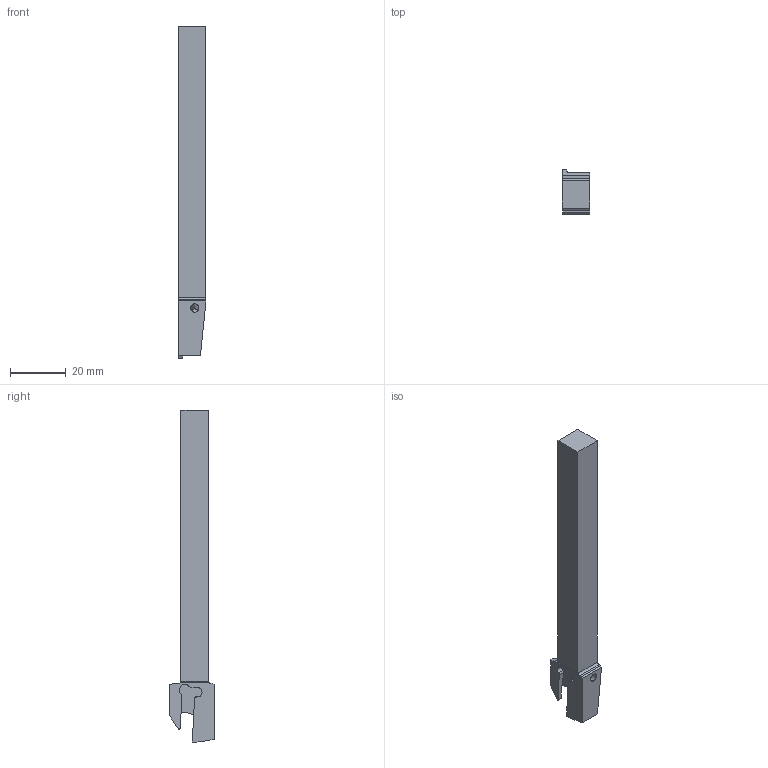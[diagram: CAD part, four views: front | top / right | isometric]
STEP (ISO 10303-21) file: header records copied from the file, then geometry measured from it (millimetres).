
FILE_DESCRIPTION(/* description */ (''),/* implementation_level */ '2;1');
FILE_NAME(/* name */ 'GYSR1010JX00-D11.stp',/* time_stamp */ '2021-04-02T17:56:43+09:00',/* author */ (''),/* organization */ (''),/* preprocessor_version */ 'ST-DEVELOPER v16',/* originating_system */ 'SIEMENS PLM Software NX 10.0',/* authorisation */ '');
FILE_SCHEMA (('AUTOMOTIVE_DESIGN { 1 0 10303 214 3 1 1 1 }'));
Length unit declared in the file: millimetre
Products named in the file (1): GYSR1010JX00-D11_ASM
Bounding box: 10 x 16 x 119 mm (x, y, z)
Volume: 11445.8 mm3; surface area: 5369.1 mm2
Topology: 2 solids, 2 shells, 94 faces, 272 edges, 184 vertices
Faces by surface type: cylinder 39, plane 37, cone 12, torus 4, sphere 2
Entity records: 3807 total; most frequent: CARTESIAN_POINT 986, DIRECTION 542, ORIENTED_EDGE 540, EDGE_CURVE 270, AXIS2_PLACEMENT_3D 201, VERTEX_POINT 181, LINE 140, VECTOR 140
